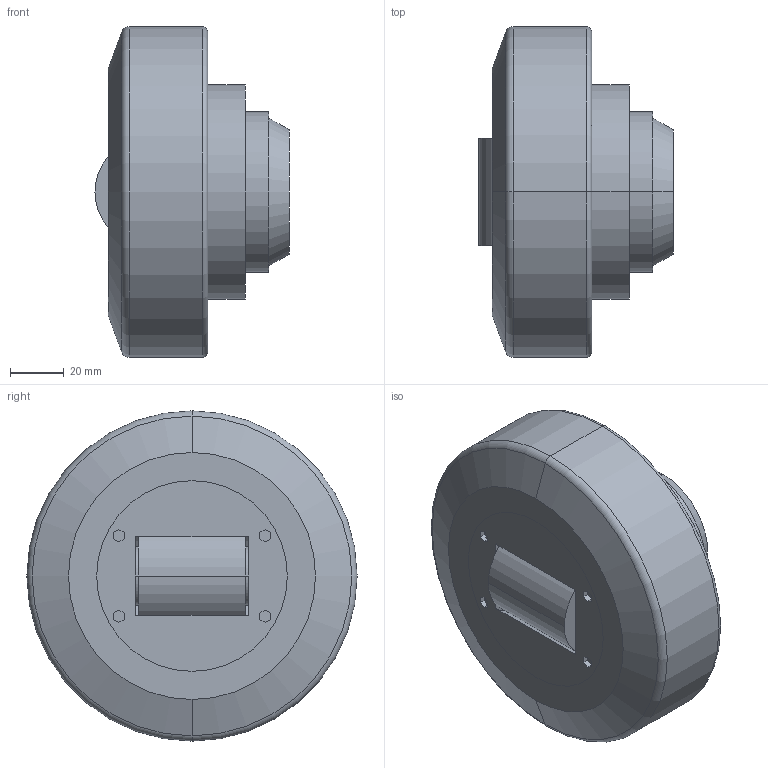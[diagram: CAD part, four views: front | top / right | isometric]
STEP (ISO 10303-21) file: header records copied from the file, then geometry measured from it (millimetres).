
FILE_DESCRIPTION (( 'STEP AP203' ), '1' );
FILE_NAME ('CRT_49A73B3762.step', '2022-10-27T10:04:23', ( '' ), ( '' ), 'SwSTEP 2.0', 'SolidWorks 2019', '' );
FILE_SCHEMA (( 'CONFIG_CONTROL_DESIGN' ));
Length unit declared in the file: inch
Products named in the file (3): m6KDiIutOl_CADModel_0; CRT_49A73B3762
Assembly tree (1 placements, depth 2):
  m6KDiIutOl_CADModel_0
  CRT_49A73B3762
    m6KDiIutOl_CADModel_0
Bounding box: 72.3 x 123 x 123 mm (x, y, z)
Volume: 546789 mm3; surface area: 79356.1 mm2
Topology: 4 solids, 4 shells, 73 faces, 163 edges, 105 vertices
Faces by surface type: plane 39, cylinder 24, cone 6, torus 4
Entity records: 2637 total; most frequent: CARTESIAN_POINT 704, DIRECTION 359, ORIENTED_EDGE 322, EDGE_CURVE 161, AXIS2_PLACEMENT_3D 128, VERTEX_POINT 105, VECTOR 103, LINE 103
